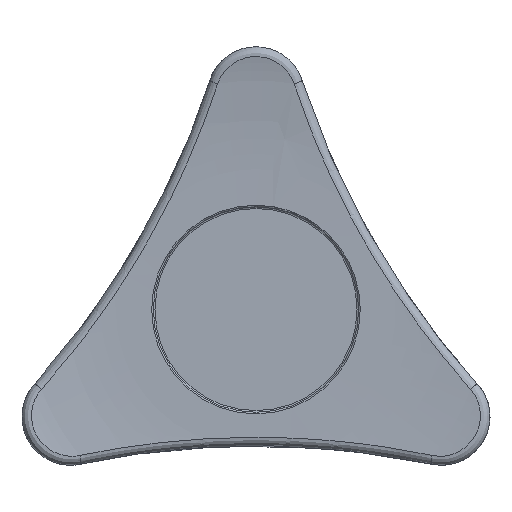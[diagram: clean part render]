
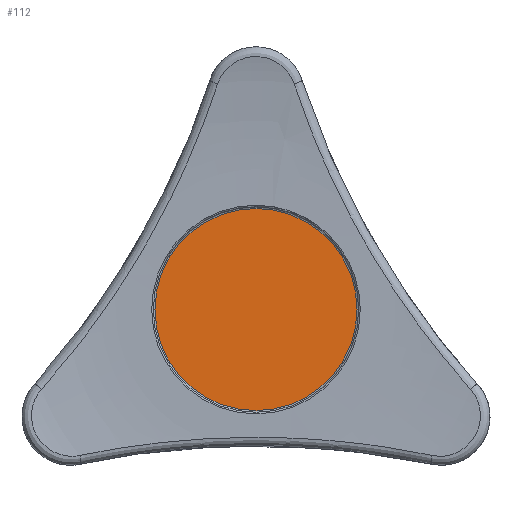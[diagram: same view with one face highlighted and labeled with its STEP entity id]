
A CAD part, top view. The second image highlights one B-rep face of the part: STEP entity #112.
In plain terms, the highlighted planar face has unit normal (0, 0, 1).
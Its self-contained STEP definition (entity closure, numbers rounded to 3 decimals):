
#112 = ADVANCED_FACE( '', ( #233 ), #234, .F. );
#233 = FACE_OUTER_BOUND( '', #1885, .T. );
#234 = PLANE( '', #1886 );
#1885 = EDGE_LOOP( '', ( #2097 ) );
#1886 = AXIS2_PLACEMENT_3D( '', #2098, #2099, #2100 );
#2097 = ORIENTED_EDGE( '', *, *, #2198, .T. );
#2098 = CARTESIAN_POINT( '', ( 0., 12.7, 36. ) );
#2099 = DIRECTION( '', ( 0., 0., -1. ) );
#2100 = DIRECTION( '', ( -1., 0., 0. ) );
#2198 = EDGE_CURVE( '', #2319, #2319, #2320, .F. );
#2319 = VERTEX_POINT( '', #3549 );
#2320 = CIRCLE( '', #3550, 12.5 );
#3549 = CARTESIAN_POINT( '', ( -12.5, 0., 36. ) );
#3550 = AXIS2_PLACEMENT_3D( '', #3643, #3644, #3645 );
#3643 = CARTESIAN_POINT( '', ( 0., 0., 36. ) );
#3644 = DIRECTION( '', ( 0., 0., -1. ) );
#3645 = DIRECTION( '', ( -1., 0., 0. ) );
